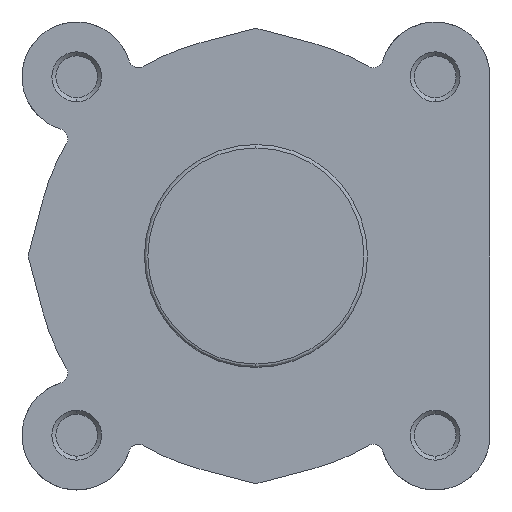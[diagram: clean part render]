
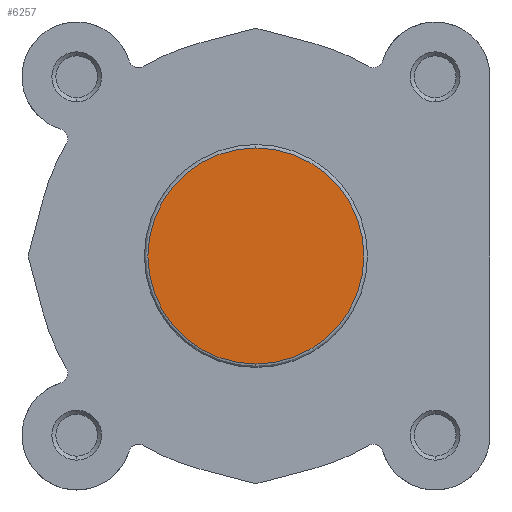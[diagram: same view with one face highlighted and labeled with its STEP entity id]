
A CAD part, left-side view. The second image highlights one B-rep face of the part: STEP entity #6257.
In plain terms, the highlighted planar face has unit normal (-1, 0, 0).
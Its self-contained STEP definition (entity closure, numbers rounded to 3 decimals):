
#7 = AXIS2_PLACEMENT_3D ( 'NONE', #2495, #2502, #2503 ) ;
#751 = FACE_OUTER_BOUND ( 'NONE', #3611, .T. ) ;
#1300 = CIRCLE ( 'NONE', #7, 21.7 ) ;
#1516 = DIRECTION ( 'NONE',  ( 1., 0., 0. ) ) ;
#1517 = DIRECTION ( 'NONE',  ( 0., 0., -1. ) ) ;
#2495 = CARTESIAN_POINT ( 'NONE',  ( 0., 0., 0. ) ) ;
#2502 = DIRECTION ( 'NONE',  ( -1., 0., 0. ) ) ;
#2503 = DIRECTION ( 'NONE',  ( 0., 0., -1. ) ) ;
#3502 = CIRCLE ( 'NONE', #6856, 21.7 ) ;
#3611 = EDGE_LOOP ( 'NONE', ( #3979, #3978 ) ) ;
#3978 = ORIENTED_EDGE ( 'NONE', *, *, #4798, .T. ) ;
#3979 = ORIENTED_EDGE ( 'NONE', *, *, #6547, .T. ) ;
#4798 = EDGE_CURVE ( 'NONE', #5001, #4952, #3502, .T. ) ;
#4952 = VERTEX_POINT ( 'NONE', #5799 ) ;
#5001 = VERTEX_POINT ( 'NONE', #5848 ) ;
#5484 = CARTESIAN_POINT ( 'NONE',  ( 0., 0., 0. ) ) ;
#5490 = DIRECTION ( 'NONE',  ( -1., 0., 0. ) ) ;
#5491 = DIRECTION ( 'NONE',  ( 0., 0., -1. ) ) ;
#5799 = CARTESIAN_POINT ( 'NONE',  ( 0., 0., -21.7 ) ) ;
#5848 = CARTESIAN_POINT ( 'NONE',  ( 0., 0., 21.7 ) ) ;
#6216 = PLANE ( 'NONE',  #6951 ) ;
#6223 = CARTESIAN_POINT ( 'NONE',  ( 0., 22.4, 0. ) ) ;
#6257 = ADVANCED_FACE ( 'NONE', ( #751 ), #6216, .F. ) ;
#6547 = EDGE_CURVE ( 'NONE', #4952, #5001, #1300, .T. ) ;
#6856 = AXIS2_PLACEMENT_3D ( 'NONE', #5484, #5490, #5491 ) ;
#6951 = AXIS2_PLACEMENT_3D ( 'NONE', #6223, #1516, #1517 ) ;
